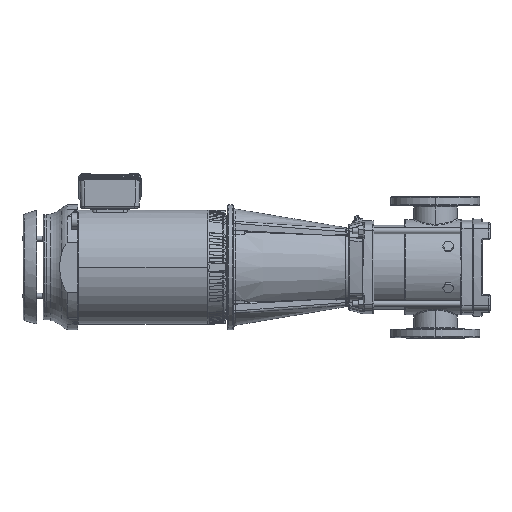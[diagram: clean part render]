
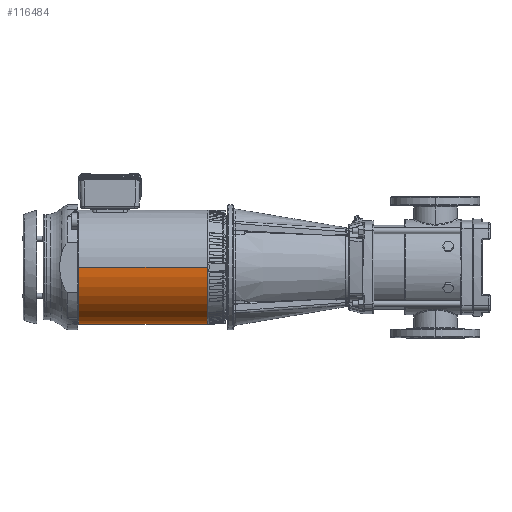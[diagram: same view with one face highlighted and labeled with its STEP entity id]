
A CAD part, left-side view. The second image highlights one B-rep face of the part: STEP entity #116484.
In plain terms, the highlighted cylindrical face has radius 146.3 mm (diameter 292.6 mm), a partial arc.
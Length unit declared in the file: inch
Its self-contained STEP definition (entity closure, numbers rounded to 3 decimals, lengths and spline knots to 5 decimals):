
#181 = AXIS2_PLACEMENT_3D ( 'NONE', #165017, #69668, #1500 ) ;
#1500 = DIRECTION ( 'NONE',  ( 0., -1., 0. ) ) ;
#6945 = ORIENTED_EDGE ( 'NONE', *, *, #186521, .F. ) ;
#9750 = CARTESIAN_POINT ( 'NONE',  ( 43.94817, -0.38544, -5.75984 ) ) ;
#18205 = VERTEX_POINT ( 'NONE', #200967 ) ;
#26516 = LINE ( 'NONE', #177010, #161385 ) ;
#27970 = DIRECTION ( 'NONE',  ( 0., -1., 0. ) ) ;
#40084 = DIRECTION ( 'NONE',  ( -1., 0., 0. ) ) ;
#48968 = VERTEX_POINT ( 'NONE', #202385 ) ;
#58497 = LINE ( 'NONE', #9750, #197767 ) ;
#68966 = ORIENTED_EDGE ( 'NONE', *, *, #183568, .T. ) ;
#69668 = DIRECTION ( 'NONE',  ( -1., 0., 0. ) ) ;
#72737 = ORIENTED_EDGE ( 'NONE', *, *, #168356, .F. ) ;
#73734 = AXIS2_PLACEMENT_3D ( 'NONE', #106070, #94068, #27970 ) ;
#85306 = CARTESIAN_POINT ( 'NONE',  ( 43.94817, -0.38544, 0. ) ) ;
#92604 = DIRECTION ( 'NONE',  ( 1., 0., 0. ) ) ;
#93516 = CIRCLE ( 'NONE', #181, 5.75984 ) ;
#94068 = DIRECTION ( 'NONE',  ( -1., 0., 0. ) ) ;
#102636 = CYLINDRICAL_SURFACE ( 'NONE', #169808, 5.75984 ) ;
#103705 = DIRECTION ( 'NONE',  ( 0., 0., 1. ) ) ;
#106070 = CARTESIAN_POINT ( 'NONE',  ( -6.84724, -0.38544, 0. ) ) ;
#116484 = ADVANCED_FACE ( 'NONE', ( #131961 ), #102636, .T. ) ;
#117660 = CARTESIAN_POINT ( 'NONE',  ( 6.14489, -0.38544, -5.75984 ) ) ;
#131961 = FACE_OUTER_BOUND ( 'NONE', #174778, .T. ) ;
#136093 = CIRCLE ( 'NONE', #73734, 5.75984 ) ;
#145049 = VERTEX_POINT ( 'NONE', #170566 ) ;
#151339 = DIRECTION ( 'NONE',  ( -1., 0., 0. ) ) ;
#161385 = VECTOR ( 'NONE', #92604, 39.37008 ) ;
#165017 = CARTESIAN_POINT ( 'NONE',  ( 6.14489, -0.38544, 0. ) ) ;
#166756 = VERTEX_POINT ( 'NONE', #117660 ) ;
#167812 = ORIENTED_EDGE ( 'NONE', *, *, #197844, .F. ) ;
#168356 = EDGE_CURVE ( 'NONE', #145049, #18205, #26516, .T. ) ;
#169808 = AXIS2_PLACEMENT_3D ( 'NONE', #85306, #151339, #103705 ) ;
#170566 = CARTESIAN_POINT ( 'NONE',  ( -6.84724, -6.14528, 0. ) ) ;
#174778 = EDGE_LOOP ( 'NONE', ( #167812, #68966, #72737, #6945 ) ) ;
#177010 = CARTESIAN_POINT ( 'NONE',  ( 43.94817, -6.14528, 0. ) ) ;
#183568 = EDGE_CURVE ( 'NONE', #166756, #18205, #93516, .T. ) ;
#186521 = EDGE_CURVE ( 'NONE', #48968, #145049, #136093, .T. ) ;
#197767 = VECTOR ( 'NONE', #40084, 39.37008 ) ;
#197844 = EDGE_CURVE ( 'NONE', #166756, #48968, #58497, .T. ) ;
#200967 = CARTESIAN_POINT ( 'NONE',  ( 6.14489, -6.14528, 0. ) ) ;
#202385 = CARTESIAN_POINT ( 'NONE',  ( -6.84724, -0.38544, -5.75984 ) ) ;
